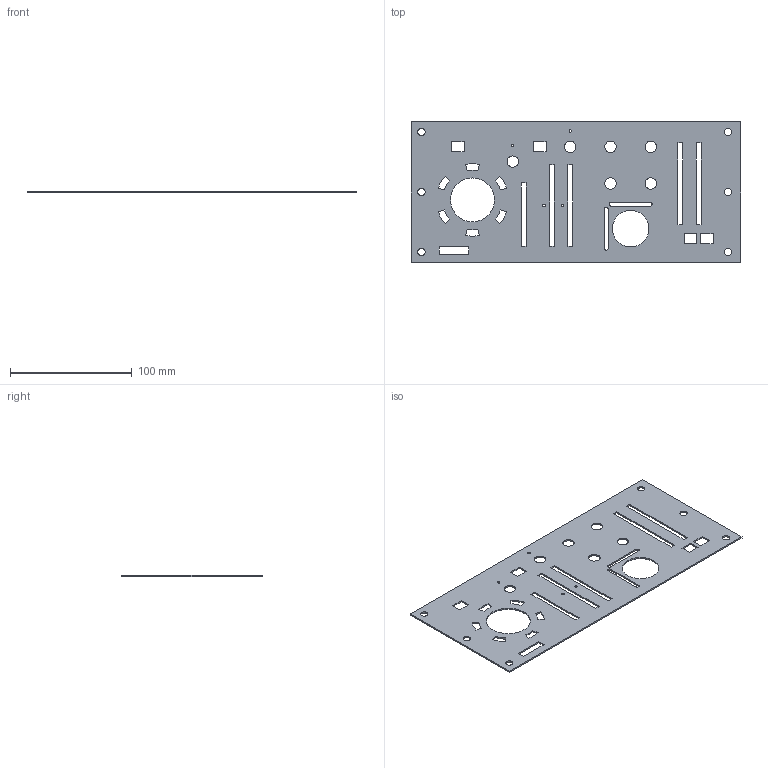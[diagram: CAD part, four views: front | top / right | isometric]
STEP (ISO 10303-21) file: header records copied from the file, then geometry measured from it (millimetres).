
FILE_DESCRIPTION(('FreeCAD Model'),'2;1');
FILE_NAME( 'faceplateV0_4.step', '2020-01-06T13:39:45',('Author'),(''), 'Open CASCADE STEP processor 7.3','FreeCAD','Unknown');
FILE_SCHEMA(('AUTOMOTIVE_DESIGN { 1 0 10303 214 1 1 1 1 }'));
Length unit declared in the file: millimetre
Products named in the file (1): Body
Bounding box: 270 x 115 x 1.2 mm (x, y, z)
Volume: 31721.8 mm3; surface area: 55884.2 mm2
Topology: 1 solids, 1 shells, 96 faces, 282 edges, 188 vertices
Faces by surface type: plane 62, cylinder 34
Full cylindrical faces by diameter (mm): 2 x4, 6 x6, 9.3 x6, 30 x1, 36 x1
Entity records: 7211 total; most frequent: CARTESIAN_POINT 1503, DIRECTION 1046, LINE 710, VECTOR 710, ORIENTED_EDGE 564, PCURVE 564, DEFINITIONAL_REPRESENTATION 564, EDGE_CURVE 282
